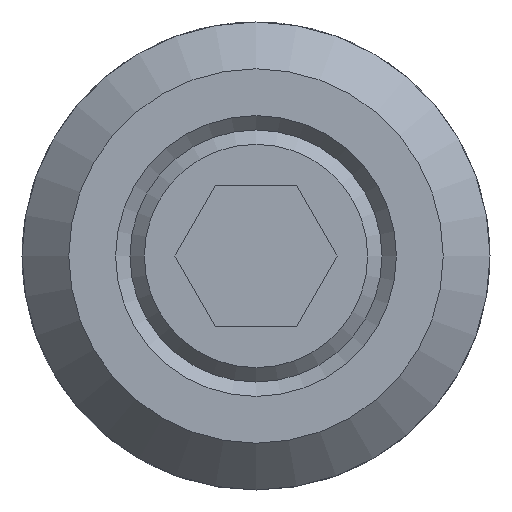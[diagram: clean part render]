
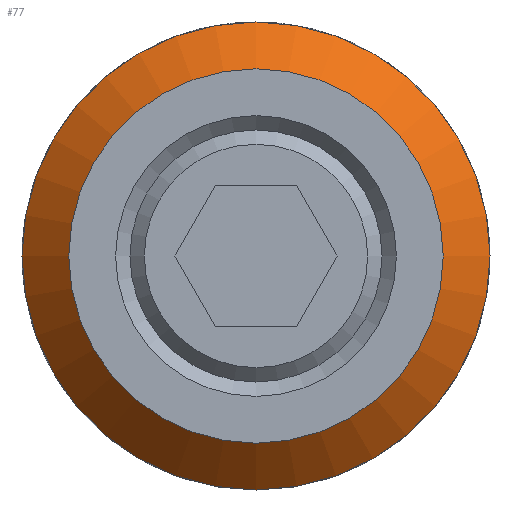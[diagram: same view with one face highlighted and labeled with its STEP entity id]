
A CAD part, left-side view. The second image highlights one B-rep face of the part: STEP entity #77.
In plain terms, the highlighted conical face has half-angle 45 degrees and reference radius 5 mm.
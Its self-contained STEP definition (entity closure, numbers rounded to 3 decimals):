
#77 = ADVANCED_FACE( '', ( #175, #176 ), #177, .T. );
#175 = FACE_BOUND( '', #296, .T. );
#176 = FACE_OUTER_BOUND( '', #297, .T. );
#177 = CONICAL_SURFACE( '', #298, 5., 0.785 );
#296 = EDGE_LOOP( '', ( #456 ) );
#297 = EDGE_LOOP( '', ( #457 ) );
#298 = AXIS2_PLACEMENT_3D( '', #458, #459, #460 );
#456 = ORIENTED_EDGE( '', *, *, #675, .T. );
#457 = ORIENTED_EDGE( '', *, *, #676, .F. );
#458 = CARTESIAN_POINT( '', ( 11., 0., 0. ) );
#459 = DIRECTION( '', ( 1., 0., 0. ) );
#460 = DIRECTION( '', ( 0., 0., -1. ) );
#675 = EDGE_CURVE( '', #798, #798, #799, .T. );
#676 = EDGE_CURVE( '', #800, #800, #801, .T. );
#798 = VERTEX_POINT( '', #961 );
#799 = CIRCLE( '', #962, 4. );
#800 = VERTEX_POINT( '', #963 );
#801 = CIRCLE( '', #964, 5. );
#961 = CARTESIAN_POINT( '', ( 10., 0., -4. ) );
#962 = AXIS2_PLACEMENT_3D( '', #1106, #1107, #1108 );
#963 = CARTESIAN_POINT( '', ( 11., 0., -5. ) );
#964 = AXIS2_PLACEMENT_3D( '', #1109, #1110, #1111 );
#1106 = CARTESIAN_POINT( '', ( 10., 0., 0. ) );
#1107 = DIRECTION( '', ( 1., 0., 0. ) );
#1108 = DIRECTION( '', ( 0., 0., -1. ) );
#1109 = CARTESIAN_POINT( '', ( 11., 0., 0. ) );
#1110 = DIRECTION( '', ( 1., 0., 0. ) );
#1111 = DIRECTION( '', ( 0., 0., -1. ) );
